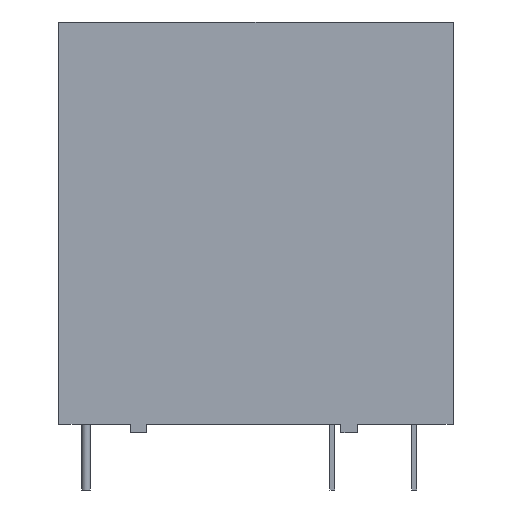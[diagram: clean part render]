
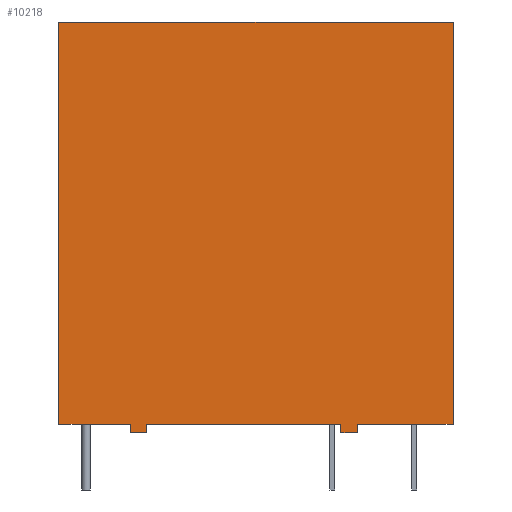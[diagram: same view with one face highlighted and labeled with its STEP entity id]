
A CAD part, front view. The second image highlights one B-rep face of the part: STEP entity #10218.
In plain terms, the highlighted planar face has unit normal (0, -1, 0).
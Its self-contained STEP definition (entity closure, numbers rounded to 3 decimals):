
#326 = VERTEX_POINT ( 'NONE', #2698 ) ;
#349 = EDGE_CURVE ( 'NONE', #10448, #12277, #10903, .T. ) ;
#360 = ORIENTED_EDGE ( 'NONE', *, *, #13224, .T. ) ;
#441 = CARTESIAN_POINT ( 'NONE',  ( -7.659, -6., -0.5 ) ) ;
#463 = CARTESIAN_POINT ( 'NONE',  ( 6.17, -6., -0.5 ) ) ;
#507 = DIRECTION ( 'NONE',  ( 1., 0., 0. ) ) ;
#547 = DIRECTION ( 'NONE',  ( 0., 1., 0. ) ) ;
#881 = LINE ( 'NONE', #10037, #2873 ) ;
#1270 = CARTESIAN_POINT ( 'NONE',  ( -7.659, -6., -0.5 ) ) ;
#1389 = CARTESIAN_POINT ( 'NONE',  ( -6.659, -6., 0. ) ) ;
#1397 = VERTEX_POINT ( 'NONE', #15049 ) ;
#1547 = CARTESIAN_POINT ( 'NONE',  ( -12., -6., 0. ) ) ;
#1715 = CARTESIAN_POINT ( 'NONE',  ( -12., -6., 24.5 ) ) ;
#1905 = CARTESIAN_POINT ( 'NONE',  ( -12., -6., 24.5 ) ) ;
#1928 = LINE ( 'NONE', #13754, #5490 ) ;
#2151 = CARTESIAN_POINT ( 'NONE',  ( 5.17, -6., 0. ) ) ;
#2173 = LINE ( 'NONE', #3187, #7029 ) ;
#2315 = ORIENTED_EDGE ( 'NONE', *, *, #6790, .F. ) ;
#2332 = DIRECTION ( 'NONE',  ( 0., 0., 1. ) ) ;
#2345 = ORIENTED_EDGE ( 'NONE', *, *, #13974, .F. ) ;
#2574 = LINE ( 'NONE', #1270, #2792 ) ;
#2598 = VECTOR ( 'NONE', #10380, 1000. ) ;
#2669 = CARTESIAN_POINT ( 'NONE',  ( 12., -6., 0. ) ) ;
#2698 = CARTESIAN_POINT ( 'NONE',  ( -7.659, -6., 0. ) ) ;
#2792 = VECTOR ( 'NONE', #8277, 1000. ) ;
#2873 = VECTOR ( 'NONE', #7894, 1000. ) ;
#2908 = LINE ( 'NONE', #441, #14743 ) ;
#2934 = DIRECTION ( 'NONE',  ( 0., 0., -1. ) ) ;
#3187 = CARTESIAN_POINT ( 'NONE',  ( 5.17, -6., -0.5 ) ) ;
#3229 = DIRECTION ( 'NONE',  ( -1., 0., 0. ) ) ;
#3611 = VECTOR ( 'NONE', #12037, 1000. ) ;
#3918 = LINE ( 'NONE', #12106, #15040 ) ;
#3997 = VECTOR ( 'NONE', #13466, 1000. ) ;
#4239 = ORIENTED_EDGE ( 'NONE', *, *, #14806, .F. ) ;
#4638 = CARTESIAN_POINT ( 'NONE',  ( 6.17, -6., -0.5 ) ) ;
#4687 = DIRECTION ( 'NONE',  ( 0., 0., -1. ) ) ;
#4726 = VECTOR ( 'NONE', #507, 1000. ) ;
#4865 = CARTESIAN_POINT ( 'NONE',  ( 6.17, -6., -0.5 ) ) ;
#5243 = DIRECTION ( 'NONE',  ( 0., 0., 1. ) ) ;
#5490 = VECTOR ( 'NONE', #2934, 1000. ) ;
#6090 = VERTEX_POINT ( 'NONE', #2151 ) ;
#6224 = EDGE_CURVE ( 'NONE', #13311, #1397, #2908, .T. ) ;
#6250 = ORIENTED_EDGE ( 'NONE', *, *, #9439, .T. ) ;
#6341 = VERTEX_POINT ( 'NONE', #8980 ) ;
#6343 = VERTEX_POINT ( 'NONE', #1905 ) ;
#6368 = LINE ( 'NONE', #11024, #4726 ) ;
#6402 = LINE ( 'NONE', #12288, #3997 ) ;
#6723 = AXIS2_PLACEMENT_3D ( 'NONE', #1715, #547, #5243 ) ;
#6790 = EDGE_CURVE ( 'NONE', #9468, #11042, #12685, .T. ) ;
#6857 = ORIENTED_EDGE ( 'NONE', *, *, #349, .F. ) ;
#7029 = VECTOR ( 'NONE', #2332, 1000. ) ;
#7400 = ORIENTED_EDGE ( 'NONE', *, *, #11894, .T. ) ;
#7604 = DIRECTION ( 'NONE',  ( -1., 0., 0. ) ) ;
#7629 = CARTESIAN_POINT ( 'NONE',  ( 12., -6., 24.5 ) ) ;
#7894 = DIRECTION ( 'NONE',  ( 1., 0., 0. ) ) ;
#8277 = DIRECTION ( 'NONE',  ( 0., 0., 1. ) ) ;
#8715 = ORIENTED_EDGE ( 'NONE', *, *, #11244, .F. ) ;
#8980 = CARTESIAN_POINT ( 'NONE',  ( -12., -6., 0. ) ) ;
#9025 = LINE ( 'NONE', #4638, #2598 ) ;
#9439 = EDGE_CURVE ( 'NONE', #13311, #10228, #6402, .T. ) ;
#9468 = VERTEX_POINT ( 'NONE', #7629 ) ;
#9631 = EDGE_CURVE ( 'NONE', #10228, #6090, #6368, .T. ) ;
#9759 = LINE ( 'NONE', #1547, #3611 ) ;
#9865 = CARTESIAN_POINT ( 'NONE',  ( 5.17, -6., -0.5 ) ) ;
#10037 = CARTESIAN_POINT ( 'NONE',  ( -12., -6., 24.5 ) ) ;
#10218 = ADVANCED_FACE ( 'NONE', ( #12291 ), #14524, .F. ) ;
#10228 = VERTEX_POINT ( 'NONE', #1389 ) ;
#10359 = CARTESIAN_POINT ( 'NONE',  ( 12., -6., 24.5 ) ) ;
#10380 = DIRECTION ( 'NONE',  ( 0., 0., 1. ) ) ;
#10448 = VERTEX_POINT ( 'NONE', #4865 ) ;
#10510 = EDGE_CURVE ( 'NONE', #6343, #6341, #1928, .T. ) ;
#10675 = CARTESIAN_POINT ( 'NONE',  ( 6.17, -6., 0. ) ) ;
#10734 = VERTEX_POINT ( 'NONE', #10675 ) ;
#10903 = LINE ( 'NONE', #463, #13679 ) ;
#11024 = CARTESIAN_POINT ( 'NONE',  ( -12., -6., 0. ) ) ;
#11042 = VERTEX_POINT ( 'NONE', #2669 ) ;
#11244 = EDGE_CURVE ( 'NONE', #1397, #326, #2574, .T. ) ;
#11563 = EDGE_LOOP ( 'NONE', ( #7400, #8715, #14340, #6250, #14505, #2345, #6857, #360, #14169, #2315, #4239, #12238 ) ) ;
#11894 = EDGE_CURVE ( 'NONE', #6341, #326, #3918, .T. ) ;
#12037 = DIRECTION ( 'NONE',  ( 1., 0., 0. ) ) ;
#12106 = CARTESIAN_POINT ( 'NONE',  ( -12., -6., 0. ) ) ;
#12238 = ORIENTED_EDGE ( 'NONE', *, *, #10510, .T. ) ;
#12277 = VERTEX_POINT ( 'NONE', #9865 ) ;
#12288 = CARTESIAN_POINT ( 'NONE',  ( -6.659, -6., -0.5 ) ) ;
#12291 = FACE_OUTER_BOUND ( 'NONE', #11563, .T. ) ;
#12685 = LINE ( 'NONE', #10359, #14530 ) ;
#13224 = EDGE_CURVE ( 'NONE', #10448, #10734, #9025, .T. ) ;
#13311 = VERTEX_POINT ( 'NONE', #15193 ) ;
#13466 = DIRECTION ( 'NONE',  ( 0., 0., 1. ) ) ;
#13614 = EDGE_CURVE ( 'NONE', #10734, #11042, #9759, .T. ) ;
#13679 = VECTOR ( 'NONE', #3229, 1000. ) ;
#13727 = DIRECTION ( 'NONE',  ( 1., 0., 0. ) ) ;
#13754 = CARTESIAN_POINT ( 'NONE',  ( -12., -6., 24.5 ) ) ;
#13974 = EDGE_CURVE ( 'NONE', #12277, #6090, #2173, .T. ) ;
#14169 = ORIENTED_EDGE ( 'NONE', *, *, #13614, .T. ) ;
#14340 = ORIENTED_EDGE ( 'NONE', *, *, #6224, .F. ) ;
#14505 = ORIENTED_EDGE ( 'NONE', *, *, #9631, .T. ) ;
#14524 = PLANE ( 'NONE',  #6723 ) ;
#14530 = VECTOR ( 'NONE', #4687, 1000. ) ;
#14743 = VECTOR ( 'NONE', #7604, 1000. ) ;
#14806 = EDGE_CURVE ( 'NONE', #6343, #9468, #881, .T. ) ;
#15040 = VECTOR ( 'NONE', #13727, 1000. ) ;
#15049 = CARTESIAN_POINT ( 'NONE',  ( -7.659, -6., -0.5 ) ) ;
#15193 = CARTESIAN_POINT ( 'NONE',  ( -6.659, -6., -0.5 ) ) ;
